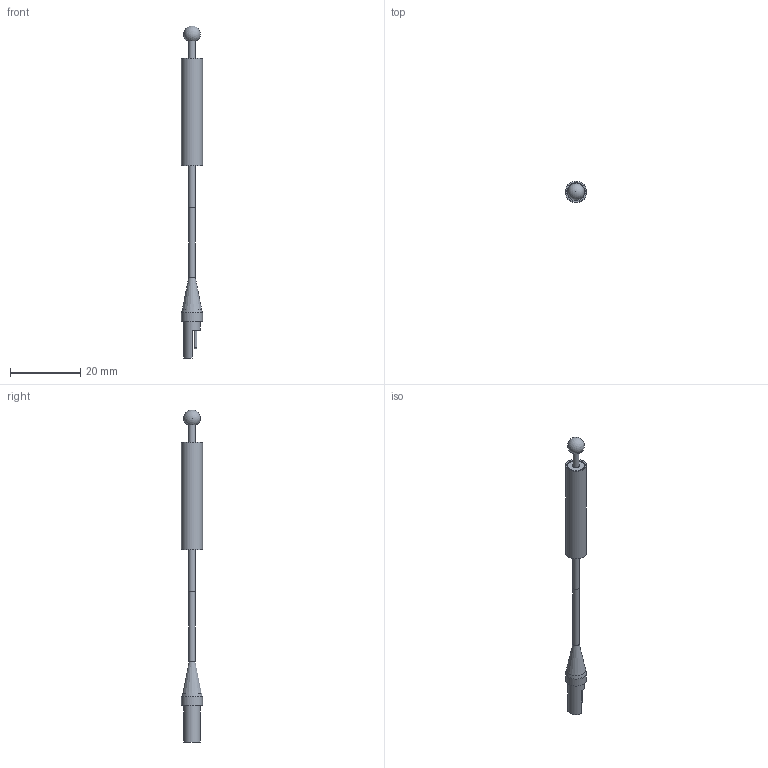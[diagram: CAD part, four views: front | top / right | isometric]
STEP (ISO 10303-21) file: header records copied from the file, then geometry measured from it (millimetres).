
FILE_DESCRIPTION((''),'2;1');
FILE_NAME('6107-0000.stp','2014-09-08T09:29:16',('Chad_Thelen'),(''),'Autodesk Inventor 2013','Autodesk Inventor 2013','');
FILE_SCHEMA(('CONFIG_CONTROL_DESIGN'));
Length unit declared in the file: inch
Products named in the file (9): 2015-0002; 2015-0002 SENSOR; RB-22322; 2015-7001; 2015-0002 CORE; 2015-0002 SHELL; 2015-0002 FERRITE; 2015-7003; hermaphr
Assembly tree (8 placements, depth 2):
  2015-0002
    2015-0002 SENSOR
    RB-22322
    2015-7001
    2015-0002 CORE
    2015-0002 SHELL
    2015-0002 FERRITE
    2015-7003
    hermaphr
Bounding box: 5.99 x 5.99 x 94.44 mm (x, y, z)
Volume: 1128.8 mm3; surface area: 2994.1 mm2
Topology: 9 solids, 9 shells, 77 faces, 156 edges, 102 vertices
Faces by surface type: plane 37, cylinder 29, torus 4, sphere 4, cone 3
Full cylindrical faces by diameter (mm): 0.686 x4, 0.711 x4, 0.991 x4, 1.016 x1, 1.575 x2, 1.778 x1, 1.854 x1, 1.956 x2, 1.981 x2, 4.763 x1, 4.775 x1, 4.826 x1, 5.131 x1, 5.207 x1, 5.334 x1, 5.994 x2
Entity records: 1960 total; most frequent: DIRECTION 356, CARTESIAN_POINT 266, ORIENTED_EDGE 184, AXIS2_PLACEMENT_3D 170, EDGE_LOOP 134, EDGE_CURVE 92, VERTEX_POINT 80, FACE_OUTER_BOUND 77
